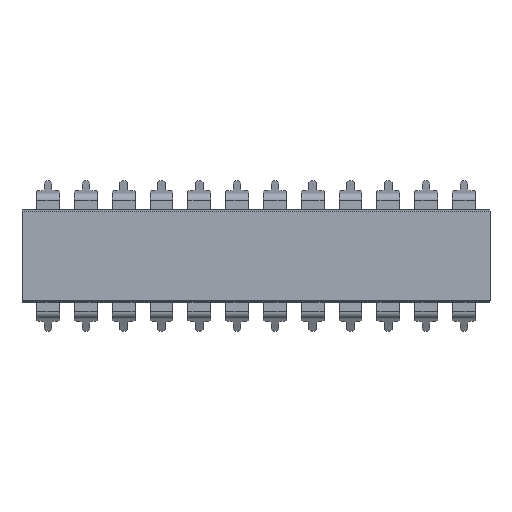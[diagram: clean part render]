
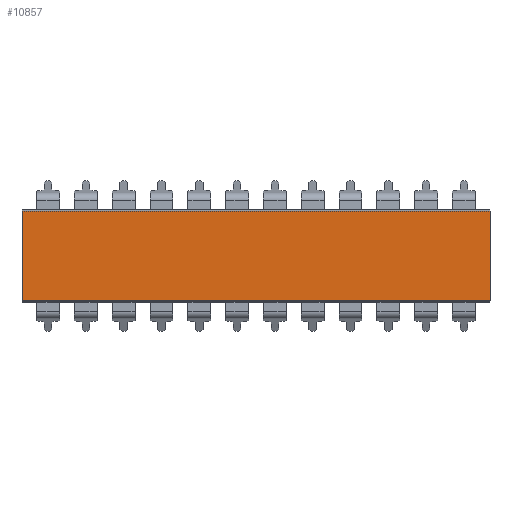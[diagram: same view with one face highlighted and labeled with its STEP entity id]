
A CAD part, top view. The second image highlights one B-rep face of the part: STEP entity #10857.
In plain terms, the highlighted planar face has unit normal (0, 0, 1).
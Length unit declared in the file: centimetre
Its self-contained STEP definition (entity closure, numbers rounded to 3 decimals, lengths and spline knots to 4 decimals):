
#755=FACE_OUTER_BOUND('',#1347,.T.);
#1347=EDGE_LOOP('',(#9768,#9769,#9770,#9771));
#2770=LINE('',#17344,#4200);
#2771=LINE('',#17346,#4201);
#2772=LINE('',#17348,#4202);
#2773=LINE('',#17349,#4203);
#4200=VECTOR('',#14253,1.);
#4201=VECTOR('',#14254,1.);
#4202=VECTOR('',#14255,1.);
#4203=VECTOR('',#14256,1.);
#5214=VERTEX_POINT('',#17342);
#5215=VERTEX_POINT('',#17343);
#5216=VERTEX_POINT('',#17345);
#5217=VERTEX_POINT('',#17347);
#6734=EDGE_CURVE('',#5214,#5215,#2770,.T.);
#6735=EDGE_CURVE('',#5215,#5216,#2771,.T.);
#6736=EDGE_CURVE('',#5216,#5217,#2772,.T.);
#6737=EDGE_CURVE('',#5217,#5214,#2773,.T.);
#9768=ORIENTED_EDGE('',*,*,#6734,.T.);
#9769=ORIENTED_EDGE('',*,*,#6735,.T.);
#9770=ORIENTED_EDGE('',*,*,#6736,.T.);
#9771=ORIENTED_EDGE('',*,*,#6737,.T.);
#10301=PLANE('',#11536);
#10857=ADVANCED_FACE('',(#755),#10301,.F.);
#11536=AXIS2_PLACEMENT_3D('',#17341,#14251,#14252);
#14251=DIRECTION('center_axis',(0.,0.,-1.));
#14252=DIRECTION('ref_axis',(1.,0.,0.));
#14253=DIRECTION('',(1.,0.,0.));
#14254=DIRECTION('',(0.,1.,0.));
#14255=DIRECTION('',(-1.,0.,0.));
#14256=DIRECTION('',(0.,-1.,0.));
#17341=CARTESIAN_POINT('Origin',(0.,0.,
0.308));
#17342=CARTESIAN_POINT('',(-1.572,-0.3,0.308));
#17343=CARTESIAN_POINT('',(1.572,-0.3,0.308));
#17344=CARTESIAN_POINT('',(-1.572,-0.3,0.308));
#17345=CARTESIAN_POINT('',(1.572,0.3,0.308));
#17346=CARTESIAN_POINT('',(1.572,-0.3,0.308));
#17347=CARTESIAN_POINT('',(-1.572,0.3,0.308));
#17348=CARTESIAN_POINT('',(1.572,0.3,0.308));
#17349=CARTESIAN_POINT('',(-1.572,0.3,0.308));
